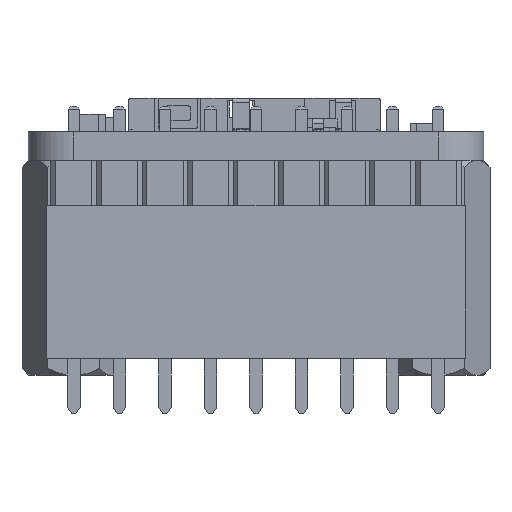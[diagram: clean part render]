
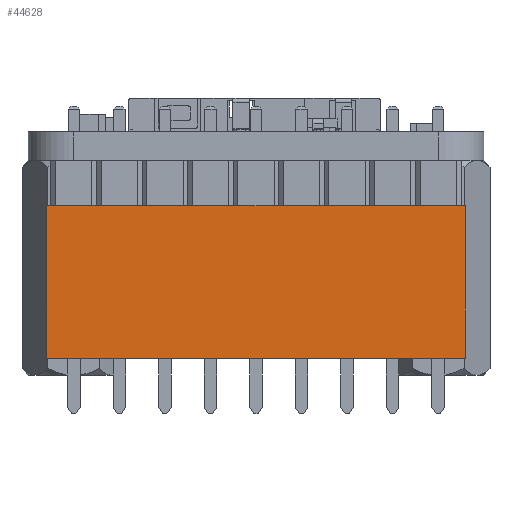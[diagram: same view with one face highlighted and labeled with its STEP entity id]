
A CAD part, front view. The second image highlights one B-rep face of the part: STEP entity #44628.
In plain terms, the highlighted planar face has unit normal (0, -1, 0).
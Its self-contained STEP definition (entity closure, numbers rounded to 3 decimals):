
#44615=AXIS2_PLACEMENT_3D('Plane Axis2P3D',#44612,#44613,#44614) ;
#42832=CARTESIAN_POINT('Vertex',(-11.68,-1.25,4.25)) ;
#42835=CARTESIAN_POINT('Line Origine',(0.,-1.25,4.25)) ;
#42839=CARTESIAN_POINT('Vertex',(11.68,-1.25,4.25)) ;
#43189=CARTESIAN_POINT('Vertex',(-11.68,-1.25,-4.25)) ;
#43192=CARTESIAN_POINT('Line Origine',(-11.68,-1.25,0.)) ;
#43275=CARTESIAN_POINT('Line Origine',(11.68,-1.25,0.)) ;
#43279=CARTESIAN_POINT('Vertex',(11.68,-1.25,-4.25)) ;
#44612=CARTESIAN_POINT('Axis2P3D Location',(0.,-1.25,0.)) ;
#44617=CARTESIAN_POINT('Line Origine',(0.,-1.25,-4.25)) ;
#42836=DIRECTION('Vector Direction',(-1.,0.,0.)) ;
#43193=DIRECTION('Vector Direction',(0.,0.,-1.)) ;
#43276=DIRECTION('Vector Direction',(0.,0.,1.)) ;
#44613=DIRECTION('Axis2P3D Direction',(0.,-1.,0.)) ;
#44614=DIRECTION('Axis2P3D XDirection',(0.,0.,-1.)) ;
#44618=DIRECTION('Vector Direction',(1.,0.,0.)) ;
#42837=VECTOR('Line Direction',#42836,1.) ;
#43194=VECTOR('Line Direction',#43193,1.) ;
#43277=VECTOR('Line Direction',#43276,1.) ;
#44619=VECTOR('Line Direction',#44618,1.) ;
#44623=ORIENTED_EDGE('',*,*,#42841,.T.) ;
#44624=ORIENTED_EDGE('',*,*,#43196,.T.) ;
#44625=ORIENTED_EDGE('',*,*,#44621,.T.) ;
#44626=ORIENTED_EDGE('',*,*,#43281,.T.) ;
#44628=ADVANCED_FACE('',(#44627),#44616,.T.) ;
#42841=EDGE_CURVE('',#42840,#42833,#42838,.T.) ;
#43196=EDGE_CURVE('',#42833,#43190,#43195,.T.) ;
#43281=EDGE_CURVE('',#43280,#42840,#43278,.T.) ;
#44621=EDGE_CURVE('',#43190,#43280,#44620,.T.) ;
#44622=EDGE_LOOP('',(#44623,#44624,#44625,#44626)) ;
#44627=FACE_OUTER_BOUND('',#44622,.T.) ;
#42838=LINE('Line',#42835,#42837) ;
#43195=LINE('Line',#43192,#43194) ;
#43278=LINE('Line',#43275,#43277) ;
#44620=LINE('Line',#44617,#44619) ;
#44616=PLANE('Plane',#44615) ;
#42833=VERTEX_POINT('',#42832) ;
#42840=VERTEX_POINT('',#42839) ;
#43190=VERTEX_POINT('',#43189) ;
#43280=VERTEX_POINT('',#43279) ;
